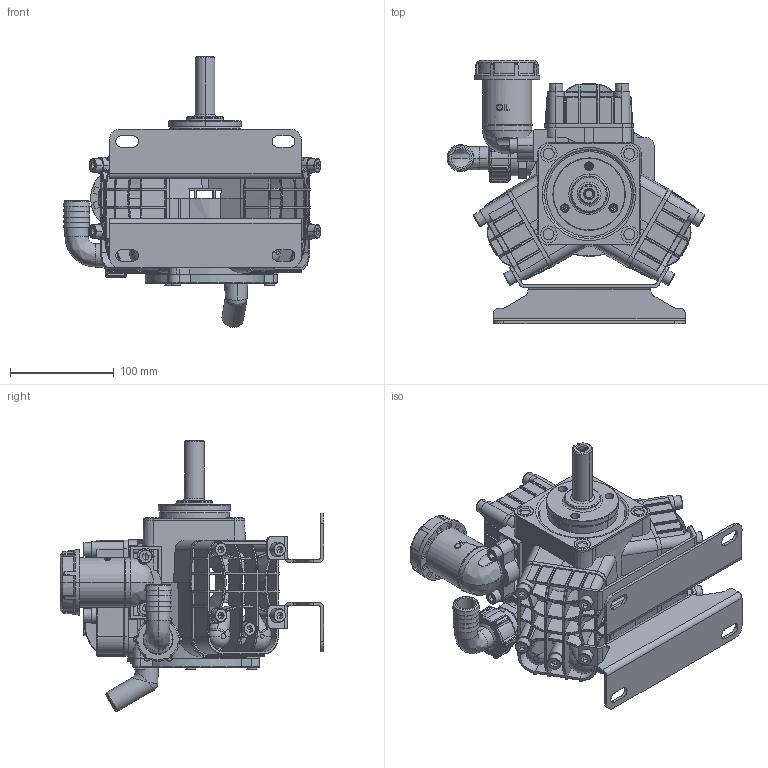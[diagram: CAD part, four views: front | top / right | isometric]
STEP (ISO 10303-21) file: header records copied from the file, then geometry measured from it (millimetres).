
FILE_DESCRIPTION (( 'STEP AP214' ), '1' );
FILE_NAME ('9915-D303AP-A.STEP', '2022-04-26T16:49:02', ( '' ), ( '' ), 'SwSTEP 2.0', 'SolidWorks 2017', '' );
FILE_SCHEMA (( 'AUTOMOTIVE_DESIGN' ));
Products named in the file (2): 9915-D303AP-A
Bounding box: 248.74 x 254.51 x 261.58 mm (x, y, z)
Surface area: 401077.8 mm2 (no closed solid volume)
Topology: 0 solids, 54 shells, 2617 faces, 7980 edges, 5168 vertices
Faces by surface type: cylinder 895, plane 869, bspline 381, torus 316, cone 156
Entity records: 144226 total; most frequent: CARTESIAN_POINT 80787, ORIENTED_EDGE 13903, DIRECTION 11117, EDGE_CURVE 7880, VERTEX_POINT 5168, AXIS2_PLACEMENT_3D 3978, VECTOR 3161, LINE 3161
